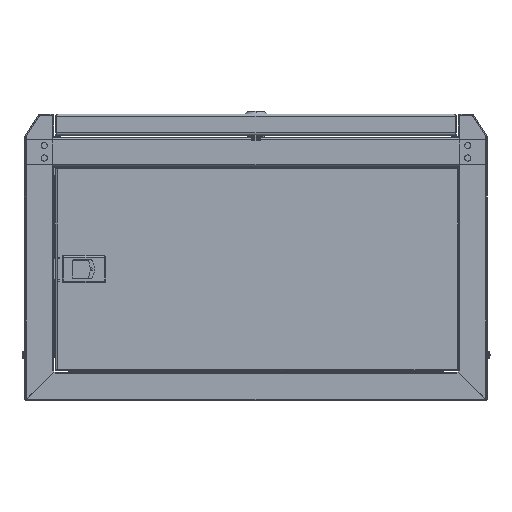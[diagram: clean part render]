
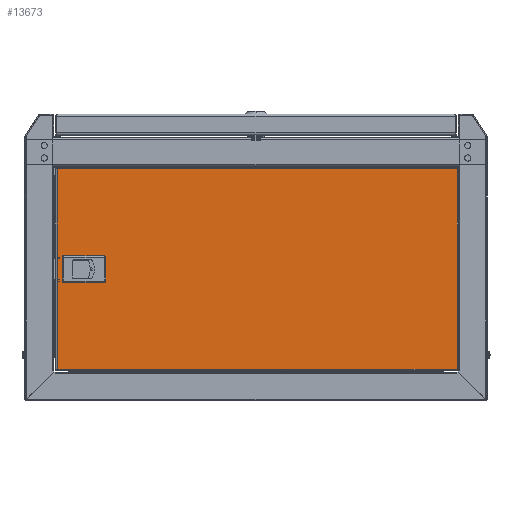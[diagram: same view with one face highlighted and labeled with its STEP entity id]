
A CAD part, left-side view. The second image highlights one B-rep face of the part: STEP entity #13673.
In plain terms, the highlighted face is planar.
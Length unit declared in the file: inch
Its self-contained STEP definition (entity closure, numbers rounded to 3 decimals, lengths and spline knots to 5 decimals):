
#169 = DIRECTION ( 'NONE',  ( 0., -1., 0. ) ) ;
#197 = ORIENTED_EDGE ( 'NONE', *, *, #49387, .T. ) ;
#1132 = DIRECTION ( 'NONE',  ( 1., 0., 0. ) ) ;
#1937 = CARTESIAN_POINT ( 'NONE',  ( -0.47938, 6.28805, 0.0315 ) ) ;
#5551 = EDGE_LOOP ( 'NONE', ( #45466, #13332, #14865, #197 ) ) ;
#5736 = DIRECTION ( 'NONE',  ( 0., 1., 0. ) ) ;
#6661 = CARTESIAN_POINT ( 'NONE',  ( 4.13189, 8.22343, 0.0315 ) ) ;
#9853 = PLANE ( 'NONE',  #28119 ) ;
#12021 = CARTESIAN_POINT ( 'NONE',  ( 4.13189, -8.24311, 0.0315 ) ) ;
#12769 = VERTEX_POINT ( 'NONE', #6661 ) ;
#12961 = VERTEX_POINT ( 'NONE', #47563 ) ;
#13332 = ORIENTED_EDGE ( 'NONE', *, *, #67595, .T. ) ;
#13620 = VERTEX_POINT ( 'NONE', #1937 ) ;
#13673 = ADVANCED_FACE ( 'NONE', ( #42415, #67051 ), #9853, .T. ) ;
#13862 = LINE ( 'NONE', #71536, #40706 ) ;
#14480 = CARTESIAN_POINT ( 'NONE',  ( 0., -8.24311, 0.0315 ) ) ;
#14865 = ORIENTED_EDGE ( 'NONE', *, *, #32122, .T. ) ;
#15474 = LINE ( 'NONE', #58891, #69221 ) ;
#16106 = DIRECTION ( 'NONE',  ( 1., 0., 0. ) ) ;
#17563 = VERTEX_POINT ( 'NONE', #12021 ) ;
#18011 = VERTEX_POINT ( 'NONE', #73751 ) ;
#20683 = VECTOR ( 'NONE', #56688, 39.37008 ) ;
#22552 = CARTESIAN_POINT ( 'NONE',  ( 0., 7.87092, 0.0315 ) ) ;
#25717 = CARTESIAN_POINT ( 'NONE',  ( 0.47938, 7.07948, 0.0315 ) ) ;
#27146 = DIRECTION ( 'NONE',  ( -1., 0., 0. ) ) ;
#28119 = AXIS2_PLACEMENT_3D ( 'NONE', #67907, #61232, #16106 ) ;
#30046 = DIRECTION ( 'NONE',  ( 1., 0., 0. ) ) ;
#30827 = EDGE_CURVE ( 'NONE', #13620, #38598, #57512, .T. ) ;
#31171 = LINE ( 'NONE', #25717, #20683 ) ;
#32122 = EDGE_CURVE ( 'NONE', #40432, #18011, #31171, .T. ) ;
#32300 = DIRECTION ( 'NONE',  ( -1., 0., 0. ) ) ;
#38598 = VERTEX_POINT ( 'NONE', #70569 ) ;
#39168 = EDGE_CURVE ( 'NONE', #65519, #17563, #66276, .T. ) ;
#39632 = EDGE_LOOP ( 'NONE', ( #60456, #75146, #45675, #68858 ) ) ;
#39767 = DIRECTION ( 'NONE',  ( 0., 1., 0. ) ) ;
#39834 = CARTESIAN_POINT ( 'NONE',  ( 0., 6.28805, 0.0315 ) ) ;
#40432 = VERTEX_POINT ( 'NONE', #67842 ) ;
#40706 = VECTOR ( 'NONE', #39767, 39.37008 ) ;
#40830 = VECTOR ( 'NONE', #169, 39.37008 ) ;
#42415 = FACE_BOUND ( 'NONE', #5551, .T. ) ;
#45466 = ORIENTED_EDGE ( 'NONE', *, *, #30827, .T. ) ;
#45675 = ORIENTED_EDGE ( 'NONE', *, *, #39168, .T. ) ;
#47563 = CARTESIAN_POINT ( 'NONE',  ( -4.13189, 8.22343, 0.0315 ) ) ;
#49387 = EDGE_CURVE ( 'NONE', #18011, #13620, #51564, .T. ) ;
#49839 = VECTOR ( 'NONE', #5736, 39.37008 ) ;
#50716 = CARTESIAN_POINT ( 'NONE',  ( -4.13189, 0., 0.0315 ) ) ;
#51238 = CARTESIAN_POINT ( 'NONE',  ( -0.47938, 7.07948, 0.0315 ) ) ;
#51564 = LINE ( 'NONE', #39834, #52049 ) ;
#52049 = VECTOR ( 'NONE', #32300, 39.37008 ) ;
#53678 = VECTOR ( 'NONE', #1132, 39.37008 ) ;
#55760 = VECTOR ( 'NONE', #30046, 39.37008 ) ;
#55785 = LINE ( 'NONE', #50716, #40830 ) ;
#56688 = DIRECTION ( 'NONE',  ( 0., -1., 0. ) ) ;
#57512 = LINE ( 'NONE', #51238, #49839 ) ;
#58891 = CARTESIAN_POINT ( 'NONE',  ( 0., 8.22343, 0.0315 ) ) ;
#60100 = EDGE_CURVE ( 'NONE', #17563, #12769, #13862, .T. ) ;
#60456 = ORIENTED_EDGE ( 'NONE', *, *, #66747, .T. ) ;
#61232 = DIRECTION ( 'NONE',  ( 0., 0., 1. ) ) ;
#62439 = EDGE_CURVE ( 'NONE', #12961, #65519, #55785, .T. ) ;
#65519 = VERTEX_POINT ( 'NONE', #74716 ) ;
#66276 = LINE ( 'NONE', #14480, #53678 ) ;
#66747 = EDGE_CURVE ( 'NONE', #12769, #12961, #15474, .T. ) ;
#67051 = FACE_OUTER_BOUND ( 'NONE', #39632, .T. ) ;
#67595 = EDGE_CURVE ( 'NONE', #38598, #40432, #79759, .T. ) ;
#67842 = CARTESIAN_POINT ( 'NONE',  ( 0.47938, 7.87092, 0.0315 ) ) ;
#67907 = CARTESIAN_POINT ( 'NONE',  ( 0., 0., 0.0315 ) ) ;
#68858 = ORIENTED_EDGE ( 'NONE', *, *, #60100, .T. ) ;
#69221 = VECTOR ( 'NONE', #27146, 39.37008 ) ;
#70569 = CARTESIAN_POINT ( 'NONE',  ( -0.47938, 7.87092, 0.0315 ) ) ;
#71536 = CARTESIAN_POINT ( 'NONE',  ( 4.13189, 0., 0.0315 ) ) ;
#73751 = CARTESIAN_POINT ( 'NONE',  ( 0.47938, 6.28805, 0.0315 ) ) ;
#74716 = CARTESIAN_POINT ( 'NONE',  ( -4.13189, -8.24311, 0.0315 ) ) ;
#75146 = ORIENTED_EDGE ( 'NONE', *, *, #62439, .T. ) ;
#79759 = LINE ( 'NONE', #22552, #55760 ) ;
